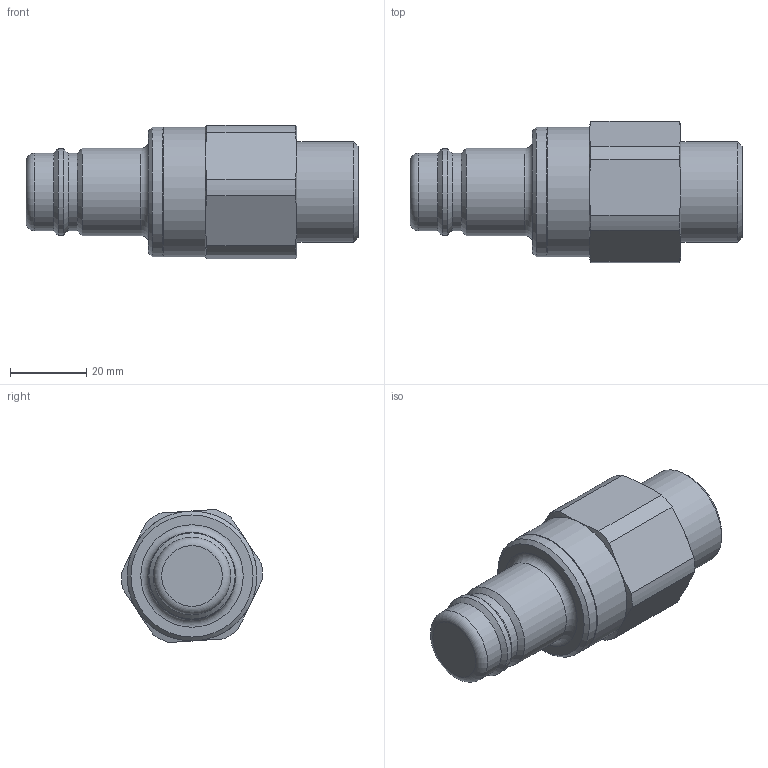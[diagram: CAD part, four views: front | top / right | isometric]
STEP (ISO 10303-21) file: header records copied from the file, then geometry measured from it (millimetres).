
FILE_DESCRIPTION((''),'2;1');
FILE_NAME('38sbaw26mpx.stp','2013-02-26T14:58:07',('IA176480'),(''),'Autodesk Inventor 2011','Autodesk Inventor 2011','');
FILE_SCHEMA(('AUTOMOTIVE_DESIGN { 1 0 10303 214 1 1 1 1 }'));
Length unit declared in the file: millimetre
Products named in the file (1): D105999
Bounding box: 87 x 36.99 x 34.88 mm (x, y, z)
Volume: 57502.2 mm3; surface area: 11226.4 mm2
Topology: 1 solids, 3 shells, 57 faces, 120 edges, 71 vertices
Faces by surface type: cone 21, cylinder 18, plane 14, torus 4
Full cylindrical faces by diameter (mm): 20.3 x2, 22.6 x1, 22.85 x1, 26.44 x1, 26.681 x1, 28.5 x2, 28.95 x2, 34 x2
Entity records: 1421 total; most frequent: CARTESIAN_POINT 264, DIRECTION 238, ORIENTED_EDGE 182, AXIS2_PLACEMENT_3D 113, EDGE_CURVE 91, EDGE_LOOP 88, VERTEX_POINT 67, FACE_OUTER_BOUND 57
